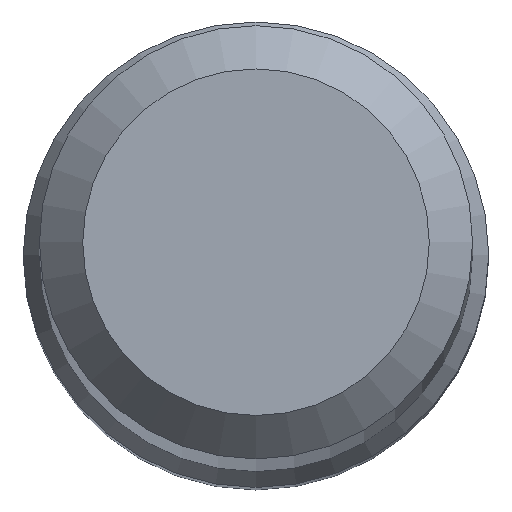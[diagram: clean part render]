
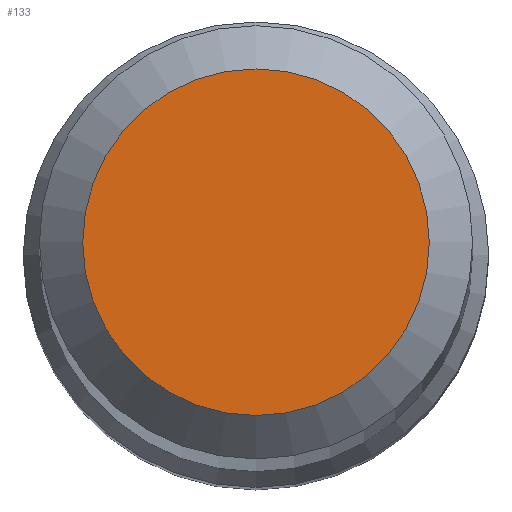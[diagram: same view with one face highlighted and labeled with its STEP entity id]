
A CAD part, top view. The second image highlights one B-rep face of the part: STEP entity #133.
In plain terms, the highlighted planar face has unit normal (0, 0, 1).
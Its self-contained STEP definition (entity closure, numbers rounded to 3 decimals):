
#46 = DIRECTION ( 'NONE',  ( 0., 1., 0. ) ) ;
#61 = DIRECTION ( 'NONE',  ( 0., 0., -1. ) ) ;
#74 = ORIENTED_EDGE ( 'NONE', *, *, #119, .F. ) ;
#97 = EDGE_LOOP ( 'NONE', ( #74 ) ) ;
#101 = DIRECTION ( 'NONE',  ( 0., 0., 1. ) ) ;
#119 = EDGE_CURVE ( 'NONE', #153, #153, #226, .T. ) ;
#123 = PLANE ( 'NONE',  #206 ) ;
#128 = DIRECTION ( 'NONE',  ( 0., -1., 0. ) ) ;
#133 = ADVANCED_FACE ( 'NONE', ( #183 ), #123, .T. ) ;
#153 = VERTEX_POINT ( 'NONE', #182 ) ;
#182 = CARTESIAN_POINT ( 'NONE',  ( 0., 1.6, 80. ) ) ;
#183 = FACE_OUTER_BOUND ( 'NONE', #97, .T. ) ;
#200 = CARTESIAN_POINT ( 'NONE',  ( 0., 0., 80. ) ) ;
#202 = CARTESIAN_POINT ( 'NONE',  ( 0., 0., 80. ) ) ;
#206 = AXIS2_PLACEMENT_3D ( 'NONE', #202, #101, #128 ) ;
#226 = CIRCLE ( 'NONE', #237, 1.6 ) ;
#237 = AXIS2_PLACEMENT_3D ( 'NONE', #200, #61, #46 ) ;
